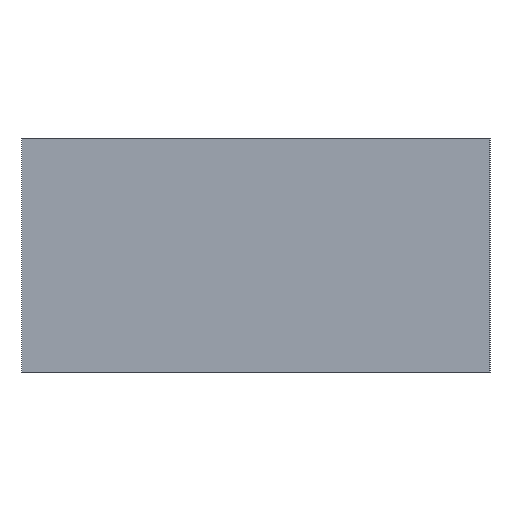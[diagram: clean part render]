
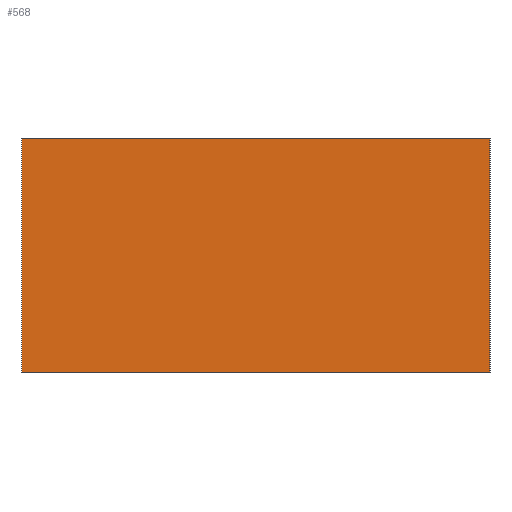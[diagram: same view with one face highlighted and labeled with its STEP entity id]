
A CAD part, left-side view. The second image highlights one B-rep face of the part: STEP entity #568.
In plain terms, the highlighted planar face has unit normal (-1, 0, 0).
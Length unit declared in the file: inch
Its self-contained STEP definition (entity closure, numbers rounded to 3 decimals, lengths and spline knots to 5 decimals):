
#88=FACE_OUTER_BOUND('',#125,.T.);
#125=EDGE_LOOP('',(#427,#428,#429,#430));
#178=LINE('',#826,#219);
#180=LINE('',#832,#221);
#183=LINE('',#837,#224);
#184=LINE('',#838,#225);
#219=VECTOR('',#697,0.3937);
#221=VECTOR('',#701,0.3937);
#224=VECTOR('',#706,0.3937);
#225=VECTOR('',#707,0.3937);
#249=VERTEX_POINT('',#819);
#252=VERTEX_POINT('',#824);
#254=VERTEX_POINT('',#829);
#255=VERTEX_POINT('',#831);
#317=EDGE_CURVE('',#252,#249,#178,.T.);
#319=EDGE_CURVE('',#254,#255,#180,.T.);
#322=EDGE_CURVE('',#252,#255,#183,.T.);
#323=EDGE_CURVE('',#249,#254,#184,.T.);
#427=ORIENTED_EDGE('',*,*,#322,.T.);
#428=ORIENTED_EDGE('',*,*,#319,.F.);
#429=ORIENTED_EDGE('',*,*,#323,.F.);
#430=ORIENTED_EDGE('',*,*,#317,.F.);
#545=PLANE('',#619);
#568=ADVANCED_FACE('',(#88),#545,.F.);
#619=AXIS2_PLACEMENT_3D('',#836,#704,#705);
#697=DIRECTION('',(0.,-1.,0.));
#701=DIRECTION('',(0.,1.,0.));
#704=DIRECTION('center_axis',(1.,0.,0.));
#705=DIRECTION('ref_axis',(0.,0.,1.));
#706=DIRECTION('',(0.,0.,-1.));
#707=DIRECTION('',(0.,0.,-1.));
#819=CARTESIAN_POINT('',(0.,-3.,1.5));
#824=CARTESIAN_POINT('',(0.,0.,1.5));
#826=CARTESIAN_POINT('',(0.,-1.5,1.5));
#829=CARTESIAN_POINT('',(0.,-3.,0.));
#831=CARTESIAN_POINT('',(0.,0.,0.));
#832=CARTESIAN_POINT('',(0.,-1.5,0.));
#836=CARTESIAN_POINT('Origin',(0.,-1.5,0.75));
#837=CARTESIAN_POINT('',(0.,0.,0.75));
#838=CARTESIAN_POINT('',(0.,-3.,0.75));
